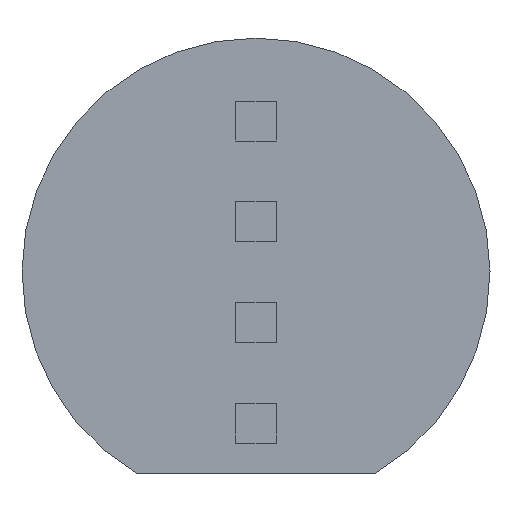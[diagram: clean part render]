
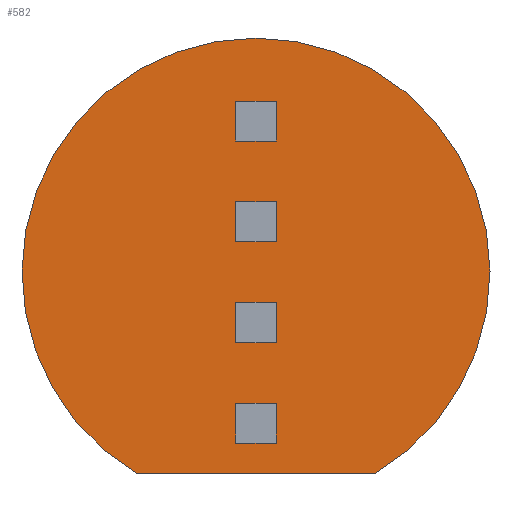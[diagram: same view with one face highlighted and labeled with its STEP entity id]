
A CAD part, front view. The second image highlights one B-rep face of the part: STEP entity #582.
In plain terms, the highlighted planar face has unit normal (0, -1, 0).
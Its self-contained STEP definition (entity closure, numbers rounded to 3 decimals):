
#1 = ORIENTED_EDGE ( 'NONE', *, *, #565, .F. ) ;
#2 = ORIENTED_EDGE ( 'NONE', *, *, #548, .F. ) ;
#3 = ORIENTED_EDGE ( 'NONE', *, *, #543, .F. ) ;
#4 = ORIENTED_EDGE ( 'NONE', *, *, #570, .F. ) ;
#5 = ORIENTED_EDGE ( 'NONE', *, *, #549, .F. ) ;
#6 = ORIENTED_EDGE ( 'NONE', *, *, #577, .F. ) ;
#7 = ORIENTED_EDGE ( 'NONE', *, *, #542, .F. ) ;
#14 = EDGE_LOOP ( 'NONE', ( #698, #699, #697, #701 ) ) ;
#18 = EDGE_LOOP ( 'NONE', ( #688, #693, #695, #689 ) ) ;
#22 = EDGE_LOOP ( 'NONE', ( #694, #702 ) ) ;
#23 = EDGE_LOOP ( 'NONE', ( #1, #3, #2, #4 ) ) ;
#36 = EDGE_LOOP ( 'NONE', ( #5, #7, #6, #687 ) ) ;
#51 = VERTEX_POINT ( 'NONE', #91 ) ;
#53 = VERTEX_POINT ( 'NONE', #93 ) ;
#55 = VERTEX_POINT ( 'NONE', #95 ) ;
#58 = VERTEX_POINT ( 'NONE', #98 ) ;
#60 = VERTEX_POINT ( 'NONE', #100 ) ;
#61 = VERTEX_POINT ( 'NONE', #101 ) ;
#62 = VERTEX_POINT ( 'NONE', #102 ) ;
#63 = VERTEX_POINT ( 'NONE', #103 ) ;
#64 = VERTEX_POINT ( 'NONE', #104 ) ;
#65 = VERTEX_POINT ( 'NONE', #105 ) ;
#67 = VERTEX_POINT ( 'NONE', #107 ) ;
#69 = VERTEX_POINT ( 'NONE', #109 ) ;
#70 = VERTEX_POINT ( 'NONE', #110 ) ;
#72 = VERTEX_POINT ( 'NONE', #112 ) ;
#73 = VERTEX_POINT ( 'NONE', #113 ) ;
#74 = VERTEX_POINT ( 'NONE', #114 ) ;
#75 = VERTEX_POINT ( 'NONE', #115 ) ;
#77 = VERTEX_POINT ( 'NONE', #117 ) ;
#91 = CARTESIAN_POINT ( 'NONE',  ( -0.25, 0., -2.12 ) ) ;
#93 = CARTESIAN_POINT ( 'NONE',  ( -0.25, 0., -1.625 ) ) ;
#95 = CARTESIAN_POINT ( 'NONE',  ( -0.25, 0., 0.375 ) ) ;
#98 = CARTESIAN_POINT ( 'NONE',  ( -0.25, 0., 0.875 ) ) ;
#100 = CARTESIAN_POINT ( 'NONE',  ( -0.25, 0., 2.12 ) ) ;
#101 = CARTESIAN_POINT ( 'NONE',  ( 0.25, 0., -1.625 ) ) ;
#102 = CARTESIAN_POINT ( 'NONE',  ( -1.47, 0., -2.5 ) ) ;
#103 = CARTESIAN_POINT ( 'NONE',  ( 0.25, 0., -2.12 ) ) ;
#104 = CARTESIAN_POINT ( 'NONE',  ( -0.25, 0., -0.375 ) ) ;
#105 = CARTESIAN_POINT ( 'NONE',  ( 0.25, 0., 0.875 ) ) ;
#107 = CARTESIAN_POINT ( 'NONE',  ( 0.25, 0., 1.625 ) ) ;
#109 = CARTESIAN_POINT ( 'NONE',  ( 0.25, 0., -0.875 ) ) ;
#110 = CARTESIAN_POINT ( 'NONE',  ( -0.25, 0., 1.625 ) ) ;
#112 = CARTESIAN_POINT ( 'NONE',  ( 0.25, 0., 2.12 ) ) ;
#113 = CARTESIAN_POINT ( 'NONE',  ( -0.25, 0., -0.875 ) ) ;
#114 = CARTESIAN_POINT ( 'NONE',  ( 1.47, 0., -2.5 ) ) ;
#115 = CARTESIAN_POINT ( 'NONE',  ( 0.25, 0., 0.375 ) ) ;
#117 = CARTESIAN_POINT ( 'NONE',  ( 0.25, 0., -0.375 ) ) ;
#128 = LINE ( 'NONE', #129, #848 ) ;
#129 = CARTESIAN_POINT ( 'NONE',  ( 0., 0., -2.5 ) ) ;
#130 = DIRECTION ( 'NONE',  ( -1., 0., 0. ) ) ;
#143 = LINE ( 'NONE', #144, #832 ) ;
#144 = CARTESIAN_POINT ( 'NONE',  ( 0.25, 0., -1.625 ) ) ;
#145 = DIRECTION ( 'NONE',  ( 0., 0., 1. ) ) ;
#152 = LINE ( 'NONE', #153, #849 ) ;
#153 = CARTESIAN_POINT ( 'NONE',  ( -0.25, 0., 0.875 ) ) ;
#154 = DIRECTION ( 'NONE',  ( 0., 0., -1. ) ) ;
#226 = LINE ( 'NONE', #227, #825 ) ;
#227 = CARTESIAN_POINT ( 'NONE',  ( -0.25, 0., -1.625 ) ) ;
#228 = DIRECTION ( 'NONE',  ( -1., 0., 0. ) ) ;
#233 = LINE ( 'NONE', #234, #859 ) ;
#234 = CARTESIAN_POINT ( 'NONE',  ( -0.25, 0., 2.12 ) ) ;
#235 = DIRECTION ( 'NONE',  ( -1., 0., 0. ) ) ;
#240 = LINE ( 'NONE', #241, #862 ) ;
#241 = CARTESIAN_POINT ( 'NONE',  ( -0.25, 0., 1.625 ) ) ;
#242 = DIRECTION ( 'NONE',  ( 1., 0., 0. ) ) ;
#243 = LINE ( 'NONE', #244, #873 ) ;
#244 = CARTESIAN_POINT ( 'NONE',  ( -0.25, 0., -0.875 ) ) ;
#245 = DIRECTION ( 'NONE',  ( 1., 0., 0. ) ) ;
#246 = LINE ( 'NONE', #247, #864 ) ;
#247 = CARTESIAN_POINT ( 'NONE',  ( -0.25, 0., -2.12 ) ) ;
#248 = DIRECTION ( 'NONE',  ( 1., 0., 0. ) ) ;
#266 = LINE ( 'NONE', #267, #875 ) ;
#267 = CARTESIAN_POINT ( 'NONE',  ( -0.25, 0., -0.375 ) ) ;
#268 = DIRECTION ( 'NONE',  ( 0., 0., -1. ) ) ;
#270 = LINE ( 'NONE', #271, #836 ) ;
#271 = CARTESIAN_POINT ( 'NONE',  ( 0.25, 0., 2.12 ) ) ;
#272 = DIRECTION ( 'NONE',  ( 0., 0., 1. ) ) ;
#310 = LINE ( 'NONE', #311, #827 ) ;
#311 = CARTESIAN_POINT ( 'NONE',  ( -0.25, 0., 0.375 ) ) ;
#312 = DIRECTION ( 'NONE',  ( 1., 0., 0. ) ) ;
#322 = LINE ( 'NONE', #323, #676 ) ;
#323 = CARTESIAN_POINT ( 'NONE',  ( 0.25, 0., -0.375 ) ) ;
#324 = DIRECTION ( 'NONE',  ( 0., 0., 1. ) ) ;
#327 = CARTESIAN_POINT ( 'NONE',  ( 0., 0., 0. ) ) ;
#328 = DIRECTION ( 'NONE',  ( 0., 1., 0. ) ) ;
#329 = DIRECTION ( 'NONE',  ( 0., 0., 1. ) ) ;
#331 = LINE ( 'NONE', #332, #663 ) ;
#332 = CARTESIAN_POINT ( 'NONE',  ( 0.25, 0., 0.875 ) ) ;
#333 = DIRECTION ( 'NONE',  ( 0., 0., 1. ) ) ;
#337 = LINE ( 'NONE', #338, #677 ) ;
#338 = CARTESIAN_POINT ( 'NONE',  ( -0.25, 0., -0.375 ) ) ;
#339 = DIRECTION ( 'NONE',  ( -1., 0., 0. ) ) ;
#346 = LINE ( 'NONE', #347, #675 ) ;
#347 = CARTESIAN_POINT ( 'NONE',  ( -0.25, 0., -1.625 ) ) ;
#348 = DIRECTION ( 'NONE',  ( 0., 0., -1. ) ) ;
#359 = LINE ( 'NONE', #360, #665 ) ;
#360 = CARTESIAN_POINT ( 'NONE',  ( -0.25, 0., 2.12 ) ) ;
#361 = DIRECTION ( 'NONE',  ( 0., 0., -1. ) ) ;
#368 = LINE ( 'NONE', #369, #684 ) ;
#369 = CARTESIAN_POINT ( 'NONE',  ( -0.25, 0., 0.875 ) ) ;
#370 = DIRECTION ( 'NONE',  ( -1., 0., 0. ) ) ;
#382 = PLANE ( 'NONE',  #659 ) ;
#383 = CARTESIAN_POINT ( 'NONE',  ( 0., 0., 0. ) ) ;
#384 = DIRECTION ( 'NONE',  ( 0., 1., 0. ) ) ;
#385 = DIRECTION ( 'NONE',  ( 0., 0., 1. ) ) ;
#510 = EDGE_CURVE ( 'NONE', #74, #62, #128, .T. ) ;
#514 = EDGE_CURVE ( 'NONE', #63, #61, #143, .T. ) ;
#517 = EDGE_CURVE ( 'NONE', #58, #55, #152, .T. ) ;
#538 = EDGE_CURVE ( 'NONE', #61, #53, #226, .T. ) ;
#540 = EDGE_CURVE ( 'NONE', #72, #60, #233, .T. ) ;
#542 = EDGE_CURVE ( 'NONE', #70, #67, #240, .T. ) ;
#543 = EDGE_CURVE ( 'NONE', #73, #69, #243, .T. ) ;
#544 = EDGE_CURVE ( 'NONE', #51, #63, #246, .T. ) ;
#548 = EDGE_CURVE ( 'NONE', #64, #73, #266, .T. ) ;
#549 = EDGE_CURVE ( 'NONE', #67, #72, #270, .T. ) ;
#561 = EDGE_CURVE ( 'NONE', #55, #75, #310, .T. ) ;
#565 = EDGE_CURVE ( 'NONE', #69, #77, #322, .T. ) ;
#567 = EDGE_CURVE ( 'NONE', #62, #74, #602, .T. ) ;
#568 = EDGE_CURVE ( 'NONE', #75, #65, #331, .T. ) ;
#570 = EDGE_CURVE ( 'NONE', #77, #64, #337, .T. ) ;
#573 = EDGE_CURVE ( 'NONE', #53, #51, #346, .T. ) ;
#577 = EDGE_CURVE ( 'NONE', #60, #70, #359, .T. ) ;
#580 = EDGE_CURVE ( 'NONE', #65, #58, #368, .T. ) ;
#582 = ADVANCED_FACE ( 'NONE', ( #666, #682, #670, #669, #680 ), #382, .F. ) ;
#602 = CIRCLE ( 'NONE', #678, 2.9 ) ;
#659 = AXIS2_PLACEMENT_3D ( 'NONE', #383, #384, #385 ) ;
#663 = VECTOR ( 'NONE', #333, 1000. ) ;
#665 = VECTOR ( 'NONE', #361, 1000. ) ;
#666 = FACE_BOUND ( 'NONE', #23, .T. ) ;
#669 = FACE_BOUND ( 'NONE', #14, .T. ) ;
#670 = FACE_OUTER_BOUND ( 'NONE', #22, .T. ) ;
#675 = VECTOR ( 'NONE', #348, 1000. ) ;
#676 = VECTOR ( 'NONE', #324, 1000. ) ;
#677 = VECTOR ( 'NONE', #339, 1000. ) ;
#678 = AXIS2_PLACEMENT_3D ( 'NONE', #327, #328, #329 ) ;
#680 = FACE_BOUND ( 'NONE', #18, .T. ) ;
#682 = FACE_BOUND ( 'NONE', #36, .T. ) ;
#684 = VECTOR ( 'NONE', #370, 1000. ) ;
#687 = ORIENTED_EDGE ( 'NONE', *, *, #540, .F. ) ;
#688 = ORIENTED_EDGE ( 'NONE', *, *, #514, .F. ) ;
#689 = ORIENTED_EDGE ( 'NONE', *, *, #538, .F. ) ;
#693 = ORIENTED_EDGE ( 'NONE', *, *, #544, .F. ) ;
#694 = ORIENTED_EDGE ( 'NONE', *, *, #567, .F. ) ;
#695 = ORIENTED_EDGE ( 'NONE', *, *, #573, .F. ) ;
#697 = ORIENTED_EDGE ( 'NONE', *, *, #517, .F. ) ;
#698 = ORIENTED_EDGE ( 'NONE', *, *, #568, .F. ) ;
#699 = ORIENTED_EDGE ( 'NONE', *, *, #561, .F. ) ;
#701 = ORIENTED_EDGE ( 'NONE', *, *, #580, .F. ) ;
#702 = ORIENTED_EDGE ( 'NONE', *, *, #510, .F. ) ;
#825 = VECTOR ( 'NONE', #228, 1000. ) ;
#827 = VECTOR ( 'NONE', #312, 1000. ) ;
#832 = VECTOR ( 'NONE', #145, 1000. ) ;
#836 = VECTOR ( 'NONE', #272, 1000. ) ;
#848 = VECTOR ( 'NONE', #130, 1000. ) ;
#849 = VECTOR ( 'NONE', #154, 1000. ) ;
#859 = VECTOR ( 'NONE', #235, 1000. ) ;
#862 = VECTOR ( 'NONE', #242, 1000. ) ;
#864 = VECTOR ( 'NONE', #248, 1000. ) ;
#873 = VECTOR ( 'NONE', #245, 1000. ) ;
#875 = VECTOR ( 'NONE', #268, 1000. ) ;
